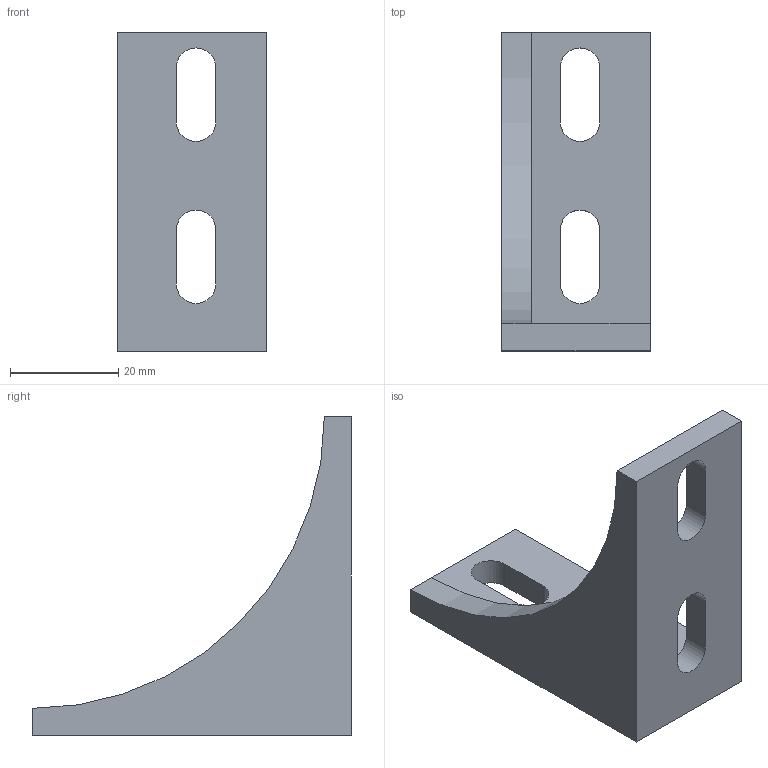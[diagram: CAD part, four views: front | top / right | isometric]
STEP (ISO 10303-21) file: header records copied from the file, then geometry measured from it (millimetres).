
FILE_DESCRIPTION (( 'STEP AP203' ), '1' );
FILE_NAME ('084.305.007.STEP', '2013-01-25T14:57:06', ( 'Alusic' ), ( 'Alusic' ), 'SwSTEP 2.0', 'SolidWorks 2011', '' );
FILE_SCHEMA (( 'CONFIG_CONTROL_DESIGN' ));
Length unit declared in the file: millimetre
Products named in the file (1): 084.305.007
Bounding box: 27.5 x 59 x 59 mm (x, y, z)
Volume: 16682.2 mm3; surface area: 8683.9 mm2
Topology: 1 solids, 1 shells, 26 faces, 70 edges, 46 vertices
Faces by surface type: plane 17, cylinder 9
Entity records: 909 total; most frequent: CARTESIAN_POINT 143, DIRECTION 142, ORIENTED_EDGE 140, EDGE_CURVE 70, VECTOR 52, LINE 52, VERTEX_POINT 46, AXIS2_PLACEMENT_3D 45
